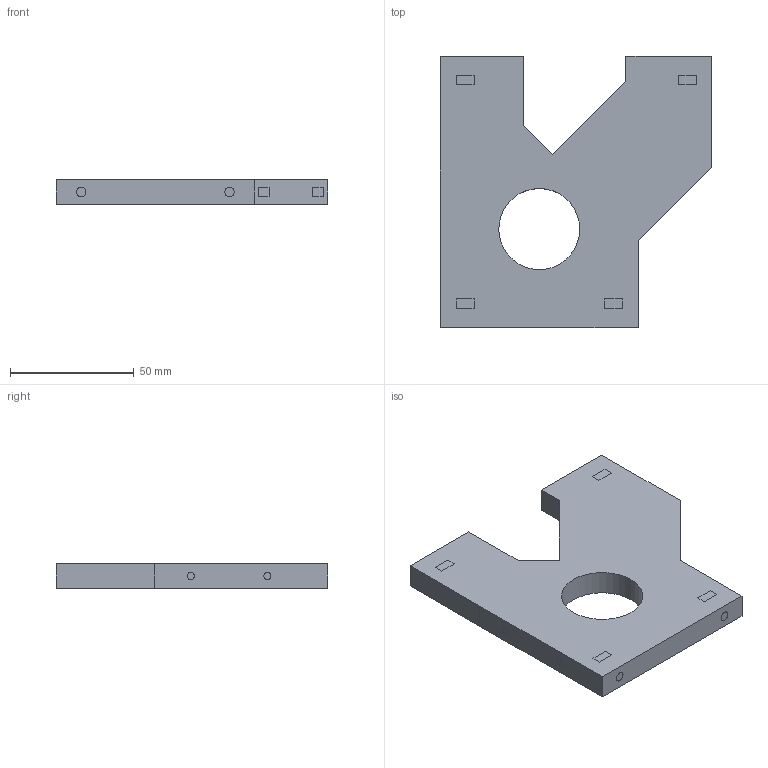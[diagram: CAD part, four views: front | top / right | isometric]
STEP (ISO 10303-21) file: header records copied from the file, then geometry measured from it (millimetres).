
FILE_DESCRIPTION(('FreeCAD Model'),'2;1');
FILE_NAME('axis_side.step','2018-02-23T14:19:14',('Author'),(''), 'Open CASCADE STEP processor 6.8','FreeCAD','Unknown');
FILE_SCHEMA(('AUTOMOTIVE_DESIGN_CC2 { 1 2 10303 214 -1 1 5 4 }'));
Length unit declared in the file: millimetre
Products named in the file (13): ASSEMBLY; Pocket001; Pocket003; Pocket002; Pocket004; Sketch001; Pad001; Pocket; Sketch003; Sketch004; Sketch006; Sketch007; Sketch
Assembly tree (12 placements, depth 2):
  ASSEMBLY
    Pocket001
    Pocket003
    Pocket002
    Pocket004
    Sketch001
    Pad001
    Pocket
    Sketch003
    Sketch004
    Sketch006
    Sketch007
    Sketch
Bounding box: 109.7 x 110 x 10 mm (x, y, z)
Surface area: 151746 mm2
Topology: 6 solids, 6 shells, 190 faces, 511 edges, 391 vertices
Faces by surface type: plane 162, cylinder 28
Full cylindrical faces by diameter (mm): 2.9 x4, 3.8 x18, 32.8 x6
Entity records: 12429 total; most frequent: CARTESIAN_POINT 2260, DIRECTION 1814, LINE 1248, VECTOR 1248, ORIENTED_EDGE 936, PCURVE 936, DEFINITIONAL_REPRESENTATION 936, EDGE_CURVE 468
